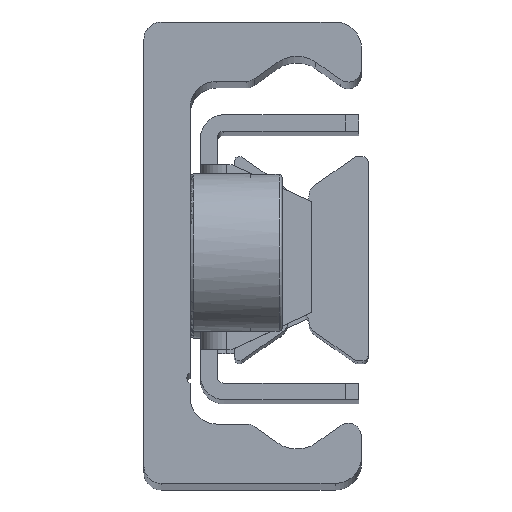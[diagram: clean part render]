
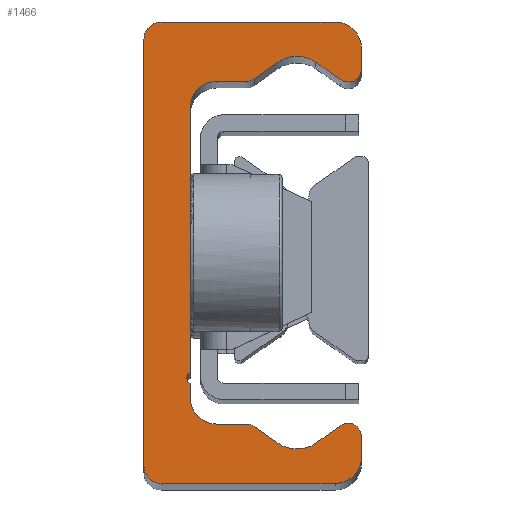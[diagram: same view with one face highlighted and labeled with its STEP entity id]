
A CAD part, top view. The second image highlights one B-rep face of the part: STEP entity #1466.
In plain terms, the highlighted planar face has unit normal (0, 0, 1).
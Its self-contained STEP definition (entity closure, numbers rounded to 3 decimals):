
#570=CARTESIAN_POINT('',(0.0,16.2,290.0));
#571=VERTEX_POINT('',#570);
#572=CARTESIAN_POINT('',(1.3,17.5,290.0));
#573=VERTEX_POINT('',#572);
#574=CARTESIAN_POINT('',(1.3,16.2,290.0));
#575=DIRECTION('',(0.0,0.0,-1.0));
#576=DIRECTION('',(0.0,-1.0,0.0));
#577=AXIS2_PLACEMENT_3D('',#574,#575,#576);
#578=CIRCLE('',#577,1.3);
#579=EDGE_CURVE('',#571,#573,#578,.T.);
#612=CARTESIAN_POINT('',(14.5,17.5,290.0));
#613=VERTEX_POINT('',#612);
#614=CARTESIAN_POINT('',(1.3,17.5,290.0));
#615=DIRECTION('',(1.0,0.0,0.0));
#616=VECTOR('',#615,13.2);
#617=LINE('',#614,#616);
#618=EDGE_CURVE('',#573,#613,#617,.T.);
#643=CARTESIAN_POINT('',(16.5,15.5,290.0));
#644=VERTEX_POINT('',#643);
#645=CARTESIAN_POINT('',(14.5,15.5,290.0));
#646=DIRECTION('',(0.0,0.0,-1.0));
#647=DIRECTION('',(-1.0,0.0,0.0));
#648=AXIS2_PLACEMENT_3D('',#645,#646,#647);
#649=CIRCLE('',#648,2.);
#650=EDGE_CURVE('',#613,#644,#649,.T.);
#676=CARTESIAN_POINT('',(16.5,13.946,290.0));
#677=VERTEX_POINT('',#676);
#678=CARTESIAN_POINT('',(16.5,15.5,290.0));
#679=DIRECTION('',(0.0,-1.0,0.0));
#680=VECTOR('',#679,1.554);
#681=LINE('',#678,#680);
#682=EDGE_CURVE('',#644,#677,#681,.T.);
#707=CARTESIAN_POINT('',(14.926,13.127,290.0));
#708=VERTEX_POINT('',#707);
#709=CARTESIAN_POINT('',(15.5,13.946,290.0));
#710=DIRECTION('',(0.0,0.0,-1.0));
#711=DIRECTION('',(0.574,0.819,0.0));
#712=AXIS2_PLACEMENT_3D('',#709,#710,#711);
#713=CIRCLE('',#712,1.0);
#714=EDGE_CURVE('',#677,#708,#713,.T.);
#740=CARTESIAN_POINT('',(13.034,14.452,290.0));
#741=VERTEX_POINT('',#740);
#742=CARTESIAN_POINT('',(14.926,13.127,290.0));
#743=DIRECTION('',(-0.819,0.574,0.0));
#744=VECTOR('',#743,2.31);
#745=LINE('',#742,#744);
#746=EDGE_CURVE('',#708,#741,#745,.T.);
#771=CARTESIAN_POINT('',(10.166,14.452,290.0));
#772=VERTEX_POINT('',#771);
#773=CARTESIAN_POINT('',(11.6,12.404,290.0));
#774=DIRECTION('',(0.0,0.0,1.0));
#775=DIRECTION('',(0.574,0.819,0.0));
#776=AXIS2_PLACEMENT_3D('',#773,#774,#775);
#777=CIRCLE('',#776,2.5);
#778=EDGE_CURVE('',#741,#772,#777,.T.);
#804=CARTESIAN_POINT('',(8.351,13.181,290.0));
#805=VERTEX_POINT('',#804);
#806=CARTESIAN_POINT('',(10.166,14.452,290.0));
#807=DIRECTION('',(-0.819,-0.574,0.0));
#808=VECTOR('',#807,2.216);
#809=LINE('',#806,#808);
#810=EDGE_CURVE('',#772,#805,#809,.T.);
#835=CARTESIAN_POINT('',(7.777,13.,290.0));
#836=VERTEX_POINT('',#835);
#837=CARTESIAN_POINT('',(7.777,14.,290.0));
#838=DIRECTION('',(0.0,0.0,-1.0));
#839=DIRECTION('',(0.0,1.0,0.0));
#840=AXIS2_PLACEMENT_3D('',#837,#838,#839);
#841=CIRCLE('',#840,1.);
#842=EDGE_CURVE('',#805,#836,#841,.T.);
#868=CARTESIAN_POINT('',(5.5,13.,290.0));
#869=VERTEX_POINT('',#868);
#870=CARTESIAN_POINT('',(7.777,13.,290.0));
#871=DIRECTION('',(-1.0,0.0,0.0));
#872=VECTOR('',#871,2.277);
#873=LINE('',#870,#872);
#874=EDGE_CURVE('',#836,#869,#873,.T.);
#899=CARTESIAN_POINT('',(3.5,11.,290.0));
#900=VERTEX_POINT('',#899);
#901=CARTESIAN_POINT('',(5.5,11.,290.0));
#902=DIRECTION('',(0.0,0.0,1.0));
#903=DIRECTION('',(0.0,1.0,0.0));
#904=AXIS2_PLACEMENT_3D('',#901,#902,#903);
#905=CIRCLE('',#904,2.0);
#906=EDGE_CURVE('',#869,#900,#905,.T.);
#932=CARTESIAN_POINT('',(3.5,-9.067,290.0));
#933=VERTEX_POINT('',#932);
#934=CARTESIAN_POINT('',(3.5,11.,290.0));
#935=DIRECTION('',(0.0,-1.0,0.0));
#936=VECTOR('',#935,20.067);
#937=LINE('',#934,#936);
#938=EDGE_CURVE('',#900,#933,#937,.T.);
#981=CARTESIAN_POINT('',(3.5,-9.933,290.0));
#982=VERTEX_POINT('',#981);
#983=CARTESIAN_POINT('',(3.75,-9.5,290.0));
#984=DIRECTION('',(0.0,0.0,1.0));
#985=DIRECTION('',(-0.5,0.866,0.0));
#986=AXIS2_PLACEMENT_3D('',#983,#984,#985);
#987=CIRCLE('',#986,0.5);
#988=EDGE_CURVE('',#933,#982,#987,.T.);
#1014=CARTESIAN_POINT('',(3.5,-11.,290.0));
#1015=VERTEX_POINT('',#1014);
#1016=CARTESIAN_POINT('',(3.5,-9.933,290.0));
#1017=DIRECTION('',(0.0,-1.0,0.0));
#1018=VECTOR('',#1017,1.067);
#1019=LINE('',#1016,#1018);
#1020=EDGE_CURVE('',#982,#1015,#1019,.T.);
#1045=CARTESIAN_POINT('',(5.5,-13.,290.0));
#1046=VERTEX_POINT('',#1045);
#1047=CARTESIAN_POINT('',(5.5,-11.,290.0));
#1048=DIRECTION('',(0.0,0.0,1.0));
#1049=DIRECTION('',(-1.0,0.0,0.0));
#1050=AXIS2_PLACEMENT_3D('',#1047,#1048,#1049);
#1051=CIRCLE('',#1050,2.0);
#1052=EDGE_CURVE('',#1015,#1046,#1051,.T.);
#1078=CARTESIAN_POINT('',(7.777,-13.,290.0));
#1079=VERTEX_POINT('',#1078);
#1080=CARTESIAN_POINT('',(5.5,-13.,290.0));
#1081=DIRECTION('',(1.0,0.0,0.0));
#1082=VECTOR('',#1081,2.277);
#1083=LINE('',#1080,#1082);
#1084=EDGE_CURVE('',#1046,#1079,#1083,.T.);
#1109=CARTESIAN_POINT('',(8.351,-13.181,290.0));
#1110=VERTEX_POINT('',#1109);
#1111=CARTESIAN_POINT('',(7.777,-14.0,290.0));
#1112=DIRECTION('',(0.0,0.0,-1.0));
#1113=DIRECTION('',(-0.574,-0.819,0.0));
#1114=AXIS2_PLACEMENT_3D('',#1111,#1112,#1113);
#1115=CIRCLE('',#1114,1.);
#1116=EDGE_CURVE('',#1079,#1110,#1115,.T.);
#1142=CARTESIAN_POINT('',(10.166,-14.452,290.0));
#1143=VERTEX_POINT('',#1142);
#1144=CARTESIAN_POINT('',(8.351,-13.181,290.0));
#1145=DIRECTION('',(0.819,-0.574,0.0));
#1146=VECTOR('',#1145,2.216);
#1147=LINE('',#1144,#1146);
#1148=EDGE_CURVE('',#1110,#1143,#1147,.T.);
#1173=CARTESIAN_POINT('',(13.034,-14.452,290.0));
#1174=VERTEX_POINT('',#1173);
#1175=CARTESIAN_POINT('',(11.6,-12.404,290.0));
#1176=DIRECTION('',(0.0,0.0,1.));
#1177=DIRECTION('',(-0.574,-0.819,0.0));
#1178=AXIS2_PLACEMENT_3D('',#1175,#1176,#1177);
#1179=CIRCLE('',#1178,2.5);
#1180=EDGE_CURVE('',#1143,#1174,#1179,.T.);
#1206=CARTESIAN_POINT('',(14.926,-13.127,290.0));
#1207=VERTEX_POINT('',#1206);
#1208=CARTESIAN_POINT('',(13.034,-14.452,290.0));
#1209=DIRECTION('',(0.819,0.574,0.0));
#1210=VECTOR('',#1209,2.31);
#1211=LINE('',#1208,#1210);
#1212=EDGE_CURVE('',#1174,#1207,#1211,.T.);
#1237=CARTESIAN_POINT('',(16.5,-13.946,290.0));
#1238=VERTEX_POINT('',#1237);
#1239=CARTESIAN_POINT('',(15.5,-13.946,290.0));
#1240=DIRECTION('',(0.0,0.0,-1.0));
#1241=DIRECTION('',(-1.0,0.0,0.0));
#1242=AXIS2_PLACEMENT_3D('',#1239,#1240,#1241);
#1243=CIRCLE('',#1242,1.0);
#1244=EDGE_CURVE('',#1207,#1238,#1243,.T.);
#1270=CARTESIAN_POINT('',(16.5,-15.5,290.0));
#1271=VERTEX_POINT('',#1270);
#1272=CARTESIAN_POINT('',(16.5,-13.946,290.0));
#1273=DIRECTION('',(0.0,-1.0,0.0));
#1274=VECTOR('',#1273,1.554);
#1275=LINE('',#1272,#1274);
#1276=EDGE_CURVE('',#1238,#1271,#1275,.T.);
#1301=CARTESIAN_POINT('',(14.5,-17.5,290.0));
#1302=VERTEX_POINT('',#1301);
#1303=CARTESIAN_POINT('',(14.5,-15.5,290.0));
#1304=DIRECTION('',(0.0,0.0,-1.0));
#1305=DIRECTION('',(0.0,1.0,0.0));
#1306=AXIS2_PLACEMENT_3D('',#1303,#1304,#1305);
#1307=CIRCLE('',#1306,2.);
#1308=EDGE_CURVE('',#1271,#1302,#1307,.T.);
#1334=CARTESIAN_POINT('',(1.3,-17.5,290.0));
#1335=VERTEX_POINT('',#1334);
#1336=CARTESIAN_POINT('',(14.5,-17.5,290.0));
#1337=DIRECTION('',(-1.0,0.0,0.0));
#1338=VECTOR('',#1337,13.2);
#1339=LINE('',#1336,#1338);
#1340=EDGE_CURVE('',#1302,#1335,#1339,.T.);
#1365=CARTESIAN_POINT('',(0.0,-16.2,290.0));
#1366=VERTEX_POINT('',#1365);
#1367=CARTESIAN_POINT('',(1.3,-16.2,290.0));
#1368=DIRECTION('',(0.0,0.0,-1.0));
#1369=DIRECTION('',(1.0,0.0,0.0));
#1370=AXIS2_PLACEMENT_3D('',#1367,#1368,#1369);
#1371=CIRCLE('',#1370,1.3);
#1372=EDGE_CURVE('',#1335,#1366,#1371,.T.);
#1398=CARTESIAN_POINT('',(0.0,-16.2,290.0));
#1399=DIRECTION('',(0.0,1.0,0.0));
#1400=VECTOR('',#1399,32.4);
#1401=LINE('',#1398,#1400);
#1402=EDGE_CURVE('',#1366,#571,#1401,.T.);
#1433=CARTESIAN_POINT('',(5.957,-0.014,290.0));
#1434=DIRECTION('',(0.0,0.0,1.0));
#1435=DIRECTION('',(1.0,0.0,0.0));
#1436=AXIS2_PLACEMENT_3D('',#1433,#1434,#1435);
#1437=PLANE('',#1436);
#1438=ORIENTED_EDGE('',*,*,#579,.F.);
#1439=ORIENTED_EDGE('',*,*,#1402,.F.);
#1440=ORIENTED_EDGE('',*,*,#1372,.F.);
#1441=ORIENTED_EDGE('',*,*,#1340,.F.);
#1442=ORIENTED_EDGE('',*,*,#1308,.F.);
#1443=ORIENTED_EDGE('',*,*,#1276,.F.);
#1444=ORIENTED_EDGE('',*,*,#1244,.F.);
#1445=ORIENTED_EDGE('',*,*,#1212,.F.);
#1446=ORIENTED_EDGE('',*,*,#1180,.F.);
#1447=ORIENTED_EDGE('',*,*,#1148,.F.);
#1448=ORIENTED_EDGE('',*,*,#1116,.F.);
#1449=ORIENTED_EDGE('',*,*,#1084,.F.);
#1450=ORIENTED_EDGE('',*,*,#1052,.F.);
#1451=ORIENTED_EDGE('',*,*,#1020,.F.);
#1452=ORIENTED_EDGE('',*,*,#988,.F.);
#1453=ORIENTED_EDGE('',*,*,#938,.F.);
#1454=ORIENTED_EDGE('',*,*,#906,.F.);
#1455=ORIENTED_EDGE('',*,*,#874,.F.);
#1456=ORIENTED_EDGE('',*,*,#842,.F.);
#1457=ORIENTED_EDGE('',*,*,#810,.F.);
#1458=ORIENTED_EDGE('',*,*,#778,.F.);
#1459=ORIENTED_EDGE('',*,*,#746,.F.);
#1460=ORIENTED_EDGE('',*,*,#714,.F.);
#1461=ORIENTED_EDGE('',*,*,#682,.F.);
#1462=ORIENTED_EDGE('',*,*,#650,.F.);
#1463=ORIENTED_EDGE('',*,*,#618,.F.);
#1464=EDGE_LOOP('',(#1438,#1439,#1440,#1441,#1442,#1443,#1444,#1445,#1446,#1447,#1448,#1449,#1450,#1451,#1452,#1453,#1454,#1455,#1456,#1457,#1458,#1459,#1460,#1461,#1462,#1463));
#1465=FACE_OUTER_BOUND('',#1464,.T.);
#1466=ADVANCED_FACE('',(#1465),#1437,.T.);
